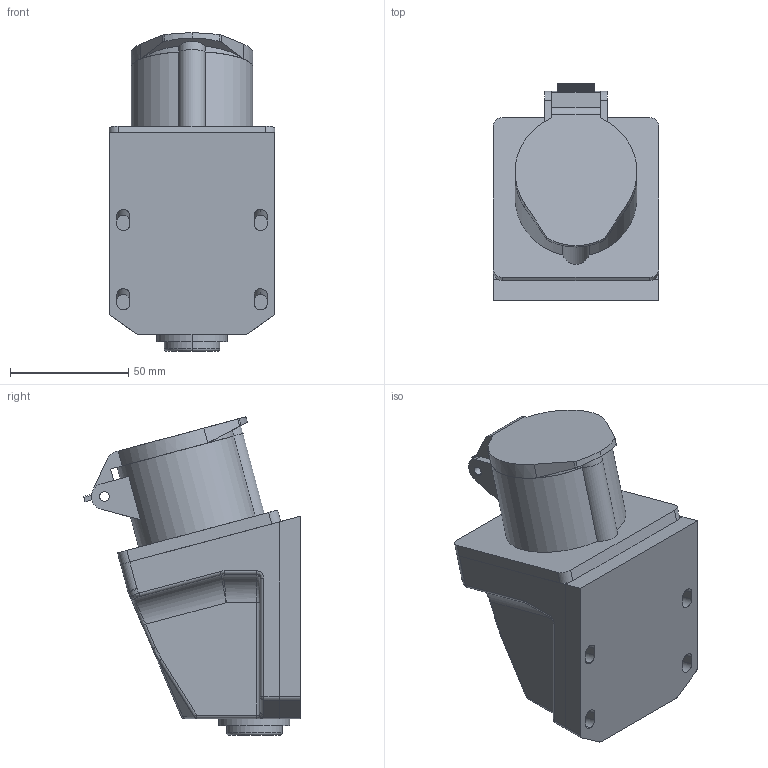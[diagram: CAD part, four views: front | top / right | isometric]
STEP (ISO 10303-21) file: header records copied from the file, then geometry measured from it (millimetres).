
FILE_DESCRIPTION (( 'STEP AP214' ), '1' );
FILE_NAME ('PSR11-016-3 Ðîçåòêà 113 ñòàöèîíàðíàÿ 2Ð+ÐÅ 16À 220Â IP44 ÈÝÊ.STEP', '2017-03-10T08:31:25', ( '' ), ( '' ), 'SwSTEP 2.0', 'SolidWorks 2014', '' );
FILE_SCHEMA (( 'AUTOMOTIVE_DESIGN' ));
Length unit declared in the file: millimetre
Products named in the file (1): PSR11-016-3 Ðîçåòêà 113 ñòàöèîíàðíàÿ 2Ð+ÐÅ 16À 220Â IP44 ÈÝÊ
Bounding box: 70 x 91.73 x 134.46 mm (x, y, z)
Volume: 183210 mm3; surface area: 97687.5 mm2
Topology: 8 solids, 8 shells, 474 faces, 1212 edges, 780 vertices
Faces by surface type: plane 242, cylinder 177, bspline 33, torus 12, cone 6, sphere 4
Entity records: 15910 total; most frequent: CARTESIAN_POINT 4360, ORIENTED_EDGE 2416, DIRECTION 2343, EDGE_CURVE 1208, AXIS2_PLACEMENT_3D 804, VERTEX_POINT 780, VECTOR 735, LINE 735
